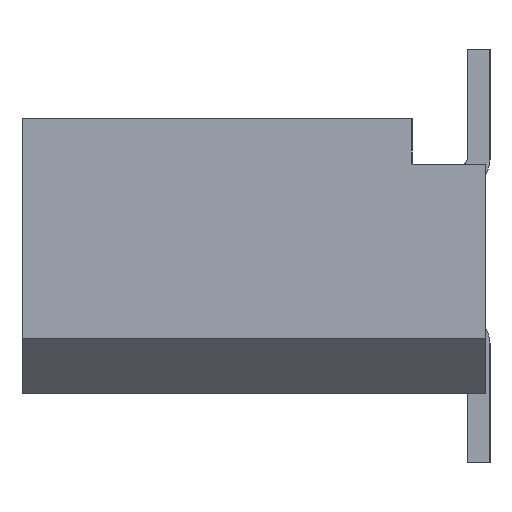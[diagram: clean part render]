
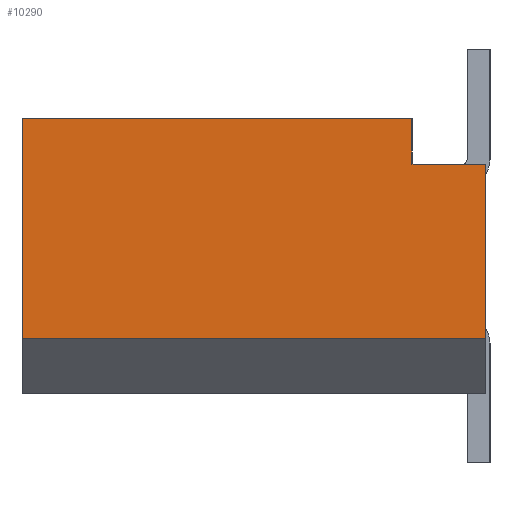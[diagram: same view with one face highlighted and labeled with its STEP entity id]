
A CAD part, left-side view. The second image highlights one B-rep face of the part: STEP entity #10290.
In plain terms, the highlighted planar face has unit normal (-1, 0, 0).
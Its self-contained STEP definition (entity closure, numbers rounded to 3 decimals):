
#1=DIRECTION('',(0.,1.,0.));
#2=VECTOR('',#1,5.05);
#3=CARTESIAN_POINT('',(-11.5,0.,-0.9));
#4=LINE('',#3,#2);
#5=DIRECTION('',(0.,0.,1.));
#6=VECTOR('',#5,2.4);
#7=CARTESIAN_POINT('',(-11.5,5.05,-0.9));
#8=LINE('',#7,#6);
#9=DIRECTION('',(0.,-1.,0.));
#10=VECTOR('',#9,4.25);
#11=CARTESIAN_POINT('',(-11.5,5.05,1.5));
#12=LINE('',#11,#10);
#13=DIRECTION('',(0.,0.,-1.));
#14=VECTOR('',#13,0.5);
#15=CARTESIAN_POINT('',(-11.5,0.8,1.5));
#16=LINE('',#15,#14);
#17=DIRECTION('',(0.,-1.,0.));
#18=VECTOR('',#17,0.8);
#19=CARTESIAN_POINT('',(-11.5,0.8,1.));
#20=LINE('',#19,#18);
#21=DIRECTION('',(0.,0.,-1.));
#22=VECTOR('',#21,1.9);
#23=CARTESIAN_POINT('',(-11.5,0.,1.));
#24=LINE('',#23,#22);
#7775=CARTESIAN_POINT('',(-11.5,0.8,1.5));
#7776=CARTESIAN_POINT('',(-11.5,0.8,1.));
#7777=VERTEX_POINT('',#7775);
#7778=VERTEX_POINT('',#7776);
#7779=CARTESIAN_POINT('',(-11.5,0.,1.));
#7780=VERTEX_POINT('',#7779);
#7781=CARTESIAN_POINT('',(-11.5,5.05,1.5));
#7782=VERTEX_POINT('',#7781);
#8107=CARTESIAN_POINT('',(-11.5,0.,-0.9));
#8108=CARTESIAN_POINT('',(-11.5,5.05,-0.9));
#8109=VERTEX_POINT('',#8107);
#8110=VERTEX_POINT('',#8108);
#10271=CARTESIAN_POINT('',(-11.5,0.,0.));
#10272=DIRECTION('',(1.,0.,0.));
#10273=DIRECTION('',(0.,0.,-1.));
#10274=AXIS2_PLACEMENT_3D('',#10271,#10272,#10273);
#10275=PLANE('',#10274);
#10277=ORIENTED_EDGE('',*,*,#10276,.T.);
#10279=ORIENTED_EDGE('',*,*,#10278,.T.);
#10281=ORIENTED_EDGE('',*,*,#10280,.T.);
#10283=ORIENTED_EDGE('',*,*,#10282,.T.);
#10285=ORIENTED_EDGE('',*,*,#10284,.T.);
#10287=ORIENTED_EDGE('',*,*,#10286,.T.);
#10288=EDGE_LOOP('',(#10277,#10279,#10281,#10283,#10285,#10287));
#10289=FACE_OUTER_BOUND('',#10288,.F.);
#10290=ADVANCED_FACE('',(#10289),#10275,.F.);
#10276=EDGE_CURVE('',#8109,#8110,#4,.T.);
#10278=EDGE_CURVE('',#8110,#7782,#8,.T.);
#10280=EDGE_CURVE('',#7782,#7777,#12,.T.);
#10282=EDGE_CURVE('',#7777,#7778,#16,.T.);
#10284=EDGE_CURVE('',#7778,#7780,#20,.T.);
#10286=EDGE_CURVE('',#7780,#8109,#24,.T.);
